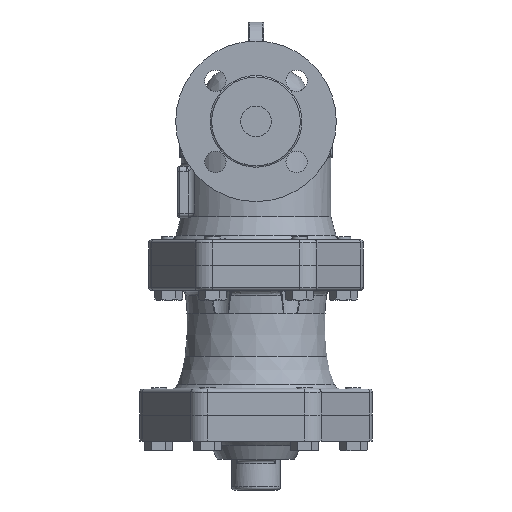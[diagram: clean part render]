
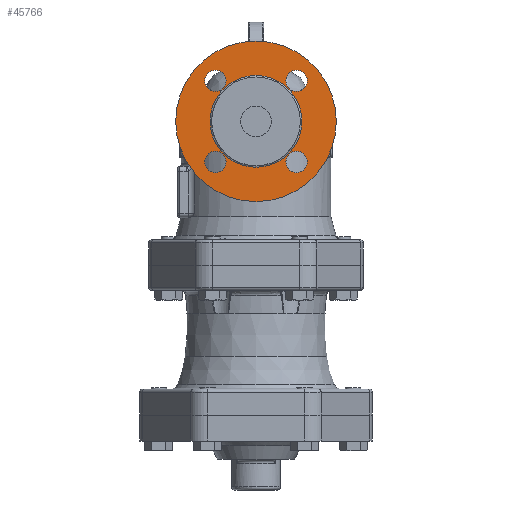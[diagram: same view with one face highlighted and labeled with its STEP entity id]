
A CAD part, left-side view. The second image highlights one B-rep face of the part: STEP entity #45766.
In plain terms, the highlighted free-form (B-spline) face has degree [1, 1] with [2, 2] control points.
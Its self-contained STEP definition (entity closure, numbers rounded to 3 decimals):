
#45688=CARTESIAN_POINT('',(-96.,0.0,124.));
#45689=VERTEX_POINT('',#45688);
#45690=CARTESIAN_POINT('',(-96.,0.0,94.));
#45691=DIRECTION('',(-1.0,0.0,0.0));
#45692=DIRECTION('',(0.0,0.0,-1.0));
#45693=AXIS2_PLACEMENT_3D('',#45690,#45691,#45692);
#45694=CIRCLE('',#45693,30.);
#45695=EDGE_CURVE('',#45689,#45689,#45694,.T.);
#45703=CARTESIAN_POINT('',(-96.,52.5,146.5));
#45704=CARTESIAN_POINT('',(-96.,52.5,41.5));
#45705=CARTESIAN_POINT('',(-96.,-52.5,146.5));
#45706=CARTESIAN_POINT('',(-96.,-52.5,41.5));
#45707=B_SPLINE_SURFACE_WITH_KNOTS('',1,1,((#45703,#45705),(#45704,#45706)),.UNSPECIFIED.,.F.,.F.,.U.,(2,2),(2,2),(0.0,105.),(0.0,105.0),.UNSPECIFIED.);
#45708=CARTESIAN_POINT('',(-96.,0.0,146.5));
#45709=VERTEX_POINT('',#45708);
#45710=CARTESIAN_POINT('',(-96.,0.0,94.));
#45711=DIRECTION('',(-1.0,0.0,0.0));
#45712=DIRECTION('',(0.0,0.0,1.0));
#45713=AXIS2_PLACEMENT_3D('',#45710,#45711,#45712);
#45714=CIRCLE('',#45713,52.5);
#45715=EDGE_CURVE('',#45709,#45709,#45714,.T.);
#45716=ORIENTED_EDGE('',*,*,#45715,.T.);
#45717=EDGE_LOOP('',(#45716));
#45718=FACE_OUTER_BOUND('',#45717,.T.);
#45719=CARTESIAN_POINT('',(-96.,-19.517,120.517));
#45720=VERTEX_POINT('',#45719);
#45721=CARTESIAN_POINT('',(-96.,-26.517,120.517));
#45722=DIRECTION('',(1.0,0.0,0.0));
#45723=DIRECTION('',(0.0,1.0,0.0));
#45724=AXIS2_PLACEMENT_3D('',#45721,#45722,#45723);
#45725=CIRCLE('',#45724,7.);
#45726=EDGE_CURVE('',#45720,#45720,#45725,.T.);
#45727=ORIENTED_EDGE('',*,*,#45726,.T.);
#45728=EDGE_LOOP('',(#45727));
#45729=FACE_BOUND('',#45728,.T.);
#45730=CARTESIAN_POINT('',(-96.,-26.517,74.483));
#45731=VERTEX_POINT('',#45730);
#45732=CARTESIAN_POINT('',(-96.,-26.517,67.483));
#45733=DIRECTION('',(1.0,0.0,0.0));
#45734=DIRECTION('',(0.0,0.0,1.0));
#45735=AXIS2_PLACEMENT_3D('',#45732,#45733,#45734);
#45736=CIRCLE('',#45735,7.);
#45737=EDGE_CURVE('',#45731,#45731,#45736,.T.);
#45738=ORIENTED_EDGE('',*,*,#45737,.T.);
#45739=EDGE_LOOP('',(#45738));
#45740=FACE_BOUND('',#45739,.T.);
#45741=CARTESIAN_POINT('',(-96.,19.517,67.483));
#45742=VERTEX_POINT('',#45741);
#45743=CARTESIAN_POINT('',(-96.,26.517,67.483));
#45744=DIRECTION('',(1.0,0.0,0.0));
#45745=DIRECTION('',(0.0,-1.0,0.0));
#45746=AXIS2_PLACEMENT_3D('',#45743,#45744,#45745);
#45747=CIRCLE('',#45746,7.);
#45748=EDGE_CURVE('',#45742,#45742,#45747,.T.);
#45749=ORIENTED_EDGE('',*,*,#45748,.T.);
#45750=EDGE_LOOP('',(#45749));
#45751=FACE_BOUND('',#45750,.T.);
#45752=CARTESIAN_POINT('',(-96.,26.517,113.517));
#45753=VERTEX_POINT('',#45752);
#45754=CARTESIAN_POINT('',(-96.,26.517,120.517));
#45755=DIRECTION('',(1.0,0.0,0.0));
#45756=DIRECTION('',(0.0,0.0,-1.0));
#45757=AXIS2_PLACEMENT_3D('',#45754,#45755,#45756);
#45758=CIRCLE('',#45757,7.);
#45759=EDGE_CURVE('',#45753,#45753,#45758,.T.);
#45760=ORIENTED_EDGE('',*,*,#45759,.T.);
#45761=EDGE_LOOP('',(#45760));
#45762=FACE_BOUND('',#45761,.T.);
#45763=ORIENTED_EDGE('',*,*,#45695,.F.);
#45764=EDGE_LOOP('',(#45763));
#45765=FACE_BOUND('',#45764,.T.);
#45766=ADVANCED_FACE('',(#45718,#45729,#45740,#45751,#45762,#45765),#45707,.T.);
